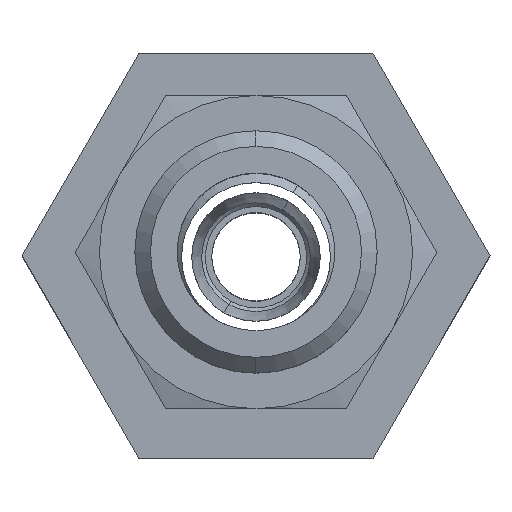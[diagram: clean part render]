
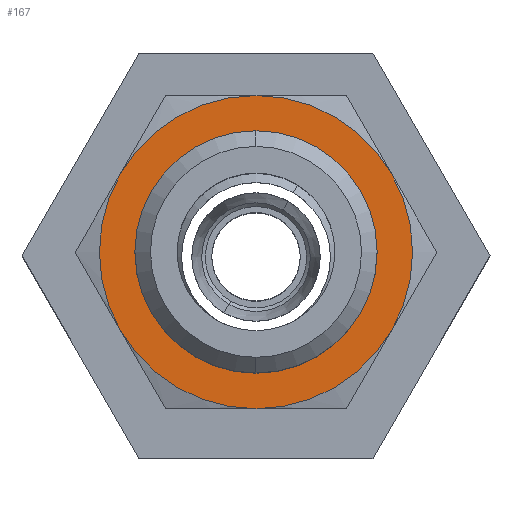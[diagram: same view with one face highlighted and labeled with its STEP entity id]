
A CAD part, top view. The second image highlights one B-rep face of the part: STEP entity #167.
In plain terms, the highlighted planar face has unit normal (0, 0, 1).
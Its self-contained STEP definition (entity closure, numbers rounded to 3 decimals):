
#167=ADVANCED_FACE('',(#426,#427),#428,.F.);
#426=FACE_BOUND('',#795,.T.);
#427=FACE_OUTER_BOUND('',#796,.T.);
#428=PLANE('',#797);
#795=EDGE_LOOP('',(#1213,#1214));
#796=EDGE_LOOP('',(#1215,#1216,#1217,#1218,#1219,#1220));
#797=AXIS2_PLACEMENT_3D('',#1221,#1222,#1223);
#1213=ORIENTED_EDGE('',*,*,#2111,.T.);
#1214=ORIENTED_EDGE('',*,*,#2152,.T.);
#1215=ORIENTED_EDGE('',*,*,#2153,.T.);
#1216=ORIENTED_EDGE('',*,*,#2154,.T.);
#1217=ORIENTED_EDGE('',*,*,#2155,.T.);
#1218=ORIENTED_EDGE('',*,*,#2150,.T.);
#1219=ORIENTED_EDGE('',*,*,#2156,.T.);
#1220=ORIENTED_EDGE('',*,*,#2157,.T.);
#1221=CARTESIAN_POINT('',(-62.302,-17.94,29.));
#1222=DIRECTION('',(0.0,0.0,-1.0));
#1223=DIRECTION('',(0.,-1.0,0.0));
#2111=EDGE_CURVE('',#2698,#2696,#2699,.T.);
#2150=EDGE_CURVE('',#2755,#2705,#2762,.T.);
#2152=EDGE_CURVE('',#2696,#2698,#2764,.T.);
#2153=EDGE_CURVE('',#2728,#2738,#2765,.T.);
#2154=EDGE_CURVE('',#2738,#2748,#2766,.T.);
#2155=EDGE_CURVE('',#2748,#2755,#2767,.T.);
#2156=EDGE_CURVE('',#2705,#2718,#2768,.T.);
#2157=EDGE_CURVE('',#2718,#2728,#2769,.T.);
#2696=VERTEX_POINT('',#3718);
#2698=VERTEX_POINT('',#3721);
#2699=CIRCLE('',#3722,6.575);
#2705=VERTEX_POINT('',#3730);
#2718=VERTEX_POINT('',#3761);
#2728=VERTEX_POINT('',#3784);
#2738=VERTEX_POINT('',#3807);
#2748=VERTEX_POINT('',#3834);
#2755=VERTEX_POINT('',#3853);
#2762=CIRCLE('',#3872,8.5);
#2764=CIRCLE('',#3874,6.575);
#2765=CIRCLE('',#3875,8.5);
#2766=CIRCLE('',#3876,8.5);
#2767=CIRCLE('',#3877,8.5);
#2768=CIRCLE('',#3878,8.5);
#2769=CIRCLE('',#3879,8.5);
#3718=CARTESIAN_POINT('',(-55.727,-11.365,29.));
#3721=CARTESIAN_POINT('',(-55.727,-24.515,29.));
#3722=AXIS2_PLACEMENT_3D('',#5126,#5127,#5128);
#3730=CARTESIAN_POINT('',(-55.727,-9.44,29.));
#3761=CARTESIAN_POINT('',(-63.089,-13.69,29.));
#3784=CARTESIAN_POINT('',(-63.089,-22.19,29.));
#3807=CARTESIAN_POINT('',(-55.727,-26.44,29.));
#3834=CARTESIAN_POINT('',(-48.366,-22.19,29.));
#3853=CARTESIAN_POINT('',(-48.366,-13.69,29.));
#3872=AXIS2_PLACEMENT_3D('',#5136,#5137,#5138);
#3874=AXIS2_PLACEMENT_3D('',#5139,#5140,#5141);
#3875=AXIS2_PLACEMENT_3D('',#5142,#5143,#5144);
#3876=AXIS2_PLACEMENT_3D('',#5145,#5146,#5147);
#3877=AXIS2_PLACEMENT_3D('',#5148,#5149,#5150);
#3878=AXIS2_PLACEMENT_3D('',#5151,#5152,#5153);
#3879=AXIS2_PLACEMENT_3D('',#5154,#5155,#5156);
#5126=CARTESIAN_POINT('',(-55.727,-17.94,29.));
#5127=DIRECTION('',(0.0,0.0,-1.0));
#5128=DIRECTION('',(0.,-1.0,0.0));
#5136=CARTESIAN_POINT('',(-55.727,-17.94,29.));
#5137=DIRECTION('',(0.0,0.0,1.0));
#5138=DIRECTION('',(0.,1.0,0.0));
#5139=CARTESIAN_POINT('',(-55.727,-17.94,29.));
#5140=DIRECTION('',(0.0,0.0,-1.0));
#5141=DIRECTION('',(0.,-1.0,0.0));
#5142=CARTESIAN_POINT('',(-55.727,-17.94,29.));
#5143=DIRECTION('',(0.0,0.0,1.0));
#5144=DIRECTION('',(0.,1.0,0.0));
#5145=CARTESIAN_POINT('',(-55.727,-17.94,29.));
#5146=DIRECTION('',(0.0,0.0,1.0));
#5147=DIRECTION('',(0.,1.0,0.0));
#5148=CARTESIAN_POINT('',(-55.727,-17.94,29.));
#5149=DIRECTION('',(0.0,0.0,1.0));
#5150=DIRECTION('',(0.,1.0,0.0));
#5151=CARTESIAN_POINT('',(-55.727,-17.94,29.));
#5152=DIRECTION('',(0.0,0.0,1.0));
#5153=DIRECTION('',(0.,1.0,0.0));
#5154=CARTESIAN_POINT('',(-55.727,-17.94,29.));
#5155=DIRECTION('',(0.0,0.0,1.0));
#5156=DIRECTION('',(0.,1.0,0.0));
